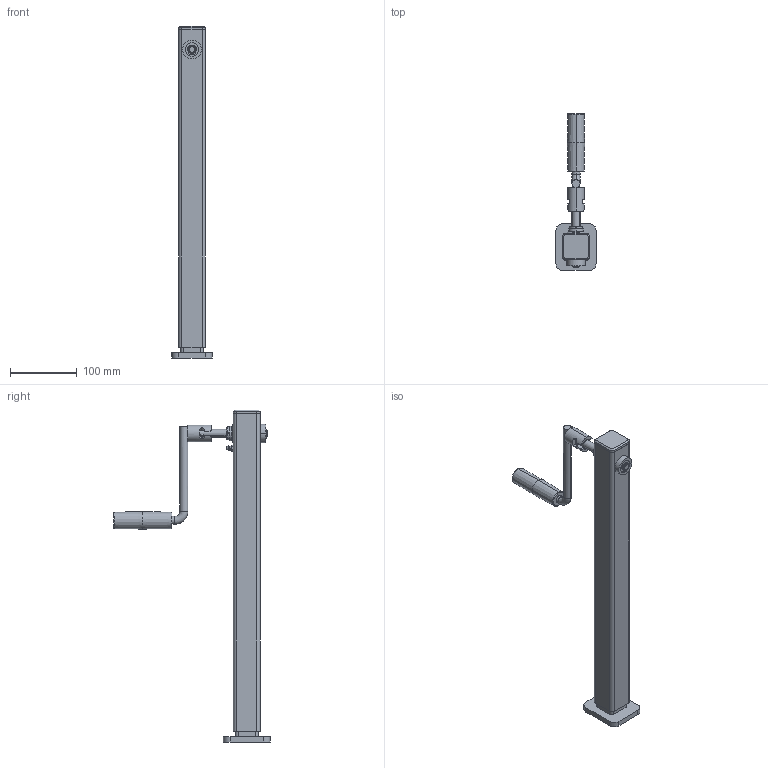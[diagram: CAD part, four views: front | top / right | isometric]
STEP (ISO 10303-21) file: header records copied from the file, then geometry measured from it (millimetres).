
FILE_DESCRIPTION(('Creo Elements/Direct Modeling STEP Export'),'2;1');
FILE_NAME('203468.stp','2016-07-05T13:58:41',(''),(''),'Creo Elements/Direct Modeling STEP processor for AP214 (Solid Model)','Creo Elements/Direct Modeling 18.1A 09-Jun-2012 (C) Parametric Technology GmbH','');
FILE_SCHEMA(('AUTOMOTIVE_DESIGN { 1 0 10303 214 1 1 1 1 }'));
Length unit declared in the file: millimetre
Products named in the file (4): Stütze; Schaft; Kurbel; Spindelwinde_203468A
Assembly tree (3 placements, depth 2):
  Spindelwinde_203468A
    Kurbel
    Schaft
    Stütze
Bounding box: 60 x 234 x 496.25 mm (x, y, z)
Volume: 1336309.5 mm3; surface area: 160602.4 mm2
Topology: 3 solids, 3 shells, 244 faces, 619 edges, 392 vertices
Faces by surface type: plane 105, cylinder 85, cone 28, torus 24, sphere 2
Entity records: 10680 total; most frequent: CARTESIAN_POINT 3999, ORIENTED_EDGE 1238, DIRECTION 1105, EDGE_CURVE 619, AXIS2_PLACEMENT_3D 403, VERTEX_POINT 392, VECTOR 299, LINE 299
